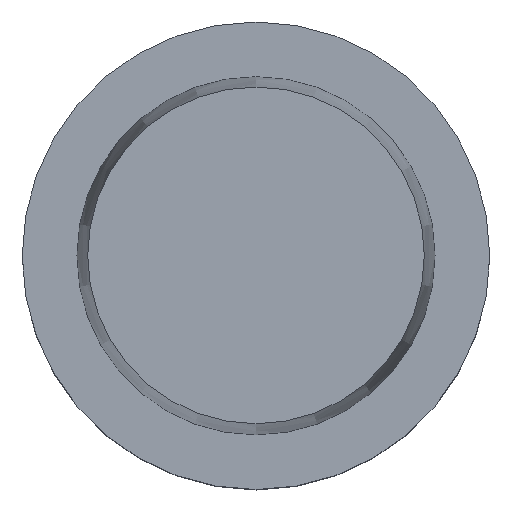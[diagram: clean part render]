
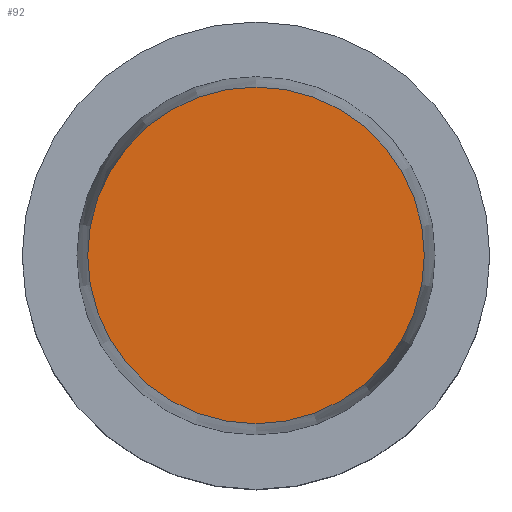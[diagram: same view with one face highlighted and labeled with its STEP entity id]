
A CAD part, top view. The second image highlights one B-rep face of the part: STEP entity #92.
In plain terms, the highlighted planar face has unit normal (0, 0, 1).
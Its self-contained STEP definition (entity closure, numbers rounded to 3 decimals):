
#92=ADVANCED_FACE('',(#146),#147,.T.);
#146=FACE_OUTER_BOUND('',#204,.T.);
#147=PLANE('',#205);
#204=EDGE_LOOP('',(#296));
#205=AXIS2_PLACEMENT_3D('',#297,#298,#299);
#296=ORIENTED_EDGE('',*,*,#327,.F.);
#297=CARTESIAN_POINT('',(0.,9.,25.0));
#298=DIRECTION('',(0.,0.,1.0));
#299=DIRECTION('',(0.,-1.0,0.));
#327=EDGE_CURVE('',#363,#363,#364,.T.);
#363=VERTEX_POINT('',#401);
#364=CIRCLE('',#402,18.);
#401=CARTESIAN_POINT('',(0.,18.,25.0));
#402=AXIS2_PLACEMENT_3D('',#456,#457,#458);
#456=CARTESIAN_POINT('',(0.,0.,25.0));
#457=DIRECTION('',(0.,0.,-1.0));
#458=DIRECTION('',(0.,1.0,0.));
